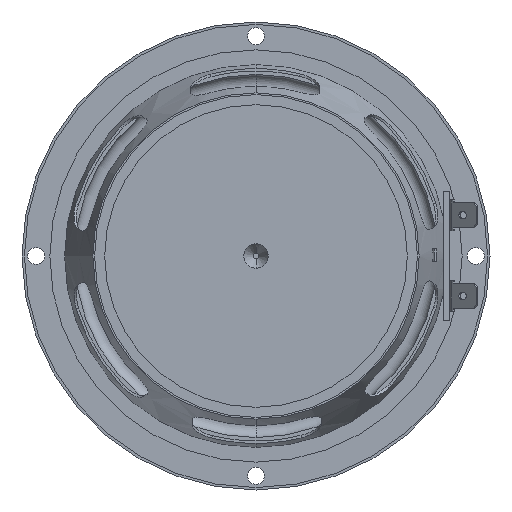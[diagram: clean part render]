
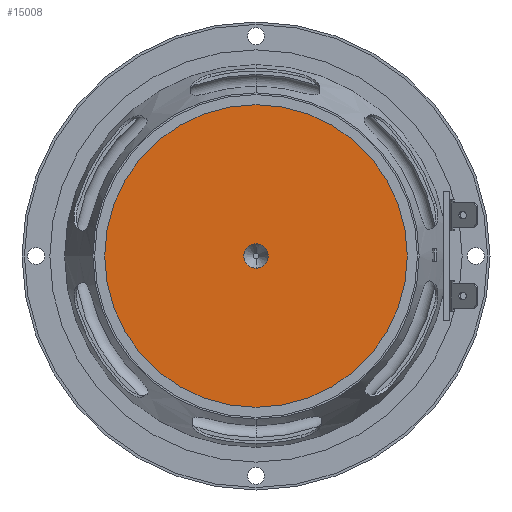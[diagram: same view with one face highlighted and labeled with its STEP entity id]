
A CAD part, front view. The second image highlights one B-rep face of the part: STEP entity #15008.
In plain terms, the highlighted planar face has unit normal (0, -1, 0).
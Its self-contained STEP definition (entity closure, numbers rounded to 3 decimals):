
#922 = CARTESIAN_POINT ( 'NONE',  ( -43.317, -24.532, 3. ) ) ;
#977 = DIRECTION ( 'NONE',  ( 0., 0., 1. ) ) ;
#1822 = DIRECTION ( 'NONE',  ( 0., 1., 0. ) ) ;
#2079 = CIRCLE ( 'NONE', #3082, 37.5 ) ;
#2315 = CARTESIAN_POINT ( 'NONE',  ( -43.317, -24.532, 37.5 ) ) ;
#2932 = AXIS2_PLACEMENT_3D ( 'NONE', #10083, #4480, #4402 ) ;
#3082 = AXIS2_PLACEMENT_3D ( 'NONE', #8077, #5416, #977 ) ;
#3411 = EDGE_LOOP ( 'NONE', ( #8453, #12335 ) ) ;
#3507 = ORIENTED_EDGE ( 'NONE', *, *, #6680, .F. ) ;
#3952 = VERTEX_POINT ( 'NONE', #3962 ) ;
#3962 = CARTESIAN_POINT ( 'NONE',  ( -43.317, -24.532, -37.5 ) ) ;
#4402 = DIRECTION ( 'NONE',  ( 0., 0., 1. ) ) ;
#4480 = DIRECTION ( 'NONE',  ( 0., 1., 0. ) ) ;
#5416 = DIRECTION ( 'NONE',  ( 0., 1., 0. ) ) ;
#5451 = CARTESIAN_POINT ( 'NONE',  ( -43.317, -24.532, 0. ) ) ;
#5742 = CARTESIAN_POINT ( 'NONE',  ( -43.317, -24.532, 0. ) ) ;
#6369 = CIRCLE ( 'NONE', #2932, 37.5 ) ;
#6380 = AXIS2_PLACEMENT_3D ( 'NONE', #5742, #10396, #15126 ) ;
#6680 = EDGE_CURVE ( 'NONE', #14960, #3952, #6369, .T. ) ;
#7481 = CARTESIAN_POINT ( 'NONE',  ( -43.317, -24.532, -3. ) ) ;
#7506 = DIRECTION ( 'NONE',  ( 0., 0., -1. ) ) ;
#7616 = DIRECTION ( 'NONE',  ( 0., 0., 1. ) ) ;
#7661 = ORIENTED_EDGE ( 'NONE', *, *, #10733, .F. ) ;
#7696 = EDGE_CURVE ( 'NONE', #12827, #7865, #8582, .T. ) ;
#7865 = VERTEX_POINT ( 'NONE', #7481 ) ;
#8077 = CARTESIAN_POINT ( 'NONE',  ( -43.317, -24.532, 0. ) ) ;
#8453 = ORIENTED_EDGE ( 'NONE', *, *, #14171, .F. ) ;
#8582 = CIRCLE ( 'NONE', #6380, 3. ) ;
#8982 = CARTESIAN_POINT ( 'NONE',  ( -43.317, -24.532, 0. ) ) ;
#10083 = CARTESIAN_POINT ( 'NONE',  ( -43.317, -24.532, 0. ) ) ;
#10109 = DIRECTION ( 'NONE',  ( 0., -1., 0. ) ) ;
#10396 = DIRECTION ( 'NONE',  ( 0., -1., 0. ) ) ;
#10733 = EDGE_CURVE ( 'NONE', #3952, #14960, #2079, .T. ) ;
#10768 = AXIS2_PLACEMENT_3D ( 'NONE', #8982, #1822, #7616 ) ;
#11592 = EDGE_LOOP ( 'NONE', ( #3507, #7661 ) ) ;
#12335 = ORIENTED_EDGE ( 'NONE', *, *, #7696, .F. ) ;
#12450 = FACE_OUTER_BOUND ( 'NONE', #11592, .T. ) ;
#12827 = VERTEX_POINT ( 'NONE', #922 ) ;
#12974 = CIRCLE ( 'NONE', #13746, 3. ) ;
#13458 = FACE_BOUND ( 'NONE', #3411, .T. ) ;
#13746 = AXIS2_PLACEMENT_3D ( 'NONE', #5451, #10109, #7506 ) ;
#14171 = EDGE_CURVE ( 'NONE', #7865, #12827, #12974, .T. ) ;
#14796 = PLANE ( 'NONE',  #10768 ) ;
#14960 = VERTEX_POINT ( 'NONE', #2315 ) ;
#15008 = ADVANCED_FACE ( 'NONE', ( #13458, #12450 ), #14796, .F. ) ;
#15126 = DIRECTION ( 'NONE',  ( 0., 0., -1. ) ) ;
